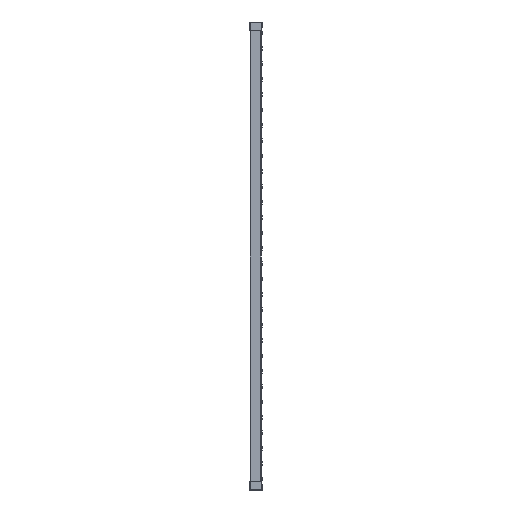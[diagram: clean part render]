
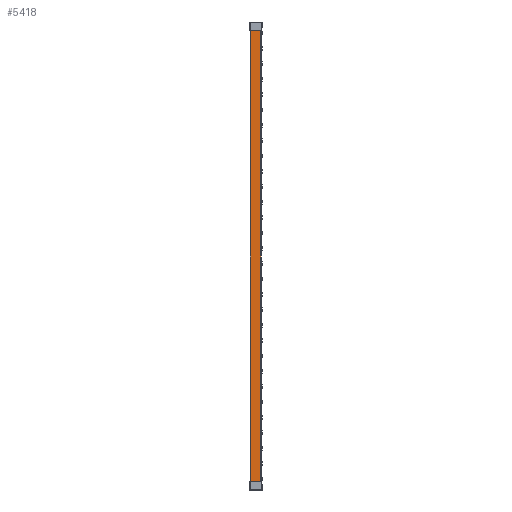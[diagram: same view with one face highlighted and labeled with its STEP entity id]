
A CAD part, front view. The second image highlights one B-rep face of the part: STEP entity #5418.
In plain terms, the highlighted planar face has unit normal (0, -1, 0).
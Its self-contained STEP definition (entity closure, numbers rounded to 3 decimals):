
#5211 = EDGE_CURVE ( 'NONE', #43806, #43815, #29553, .T. ) ;
#5245 = EDGE_CURVE ( 'NONE', #40651, #43815, #29626, .T. ) ;
#5257 = EDGE_CURVE ( 'NONE', #40565, #43806, #29615, .T. ) ;
#5418 = ADVANCED_FACE ( 'NONE', ( #8520 ), #8526, .F. ) ;
#8520 = FACE_OUTER_BOUND ( 'NONE', #35575, .T. ) ;
#8526 = PLANE ( 'NONE',  #30693 ) ;
#8548 = DIRECTION ( 'NONE',  ( -1., 0., 0. ) ) ;
#8561 = DIRECTION ( 'NONE',  ( 0., 1., 0. ) ) ;
#8565 = CARTESIAN_POINT ( 'NONE',  ( 0., 0., 219. ) ) ;
#9447 = LINE ( 'NONE', #9502, #38184 ) ;
#9502 = CARTESIAN_POINT ( 'NONE',  ( -0.5, 0., 209.9 ) ) ;
#9522 = DIRECTION ( 'NONE',  ( 1., 0., 0. ) ) ;
#9926 = EDGE_CURVE ( 'NONE', #40565, #40651, #9447, .T. ) ;
#11195 = ORIENTED_EDGE ( 'NONE', *, *, #9926, .F. ) ;
#11246 = ORIENTED_EDGE ( 'NONE', *, *, #5211, .T. ) ;
#11269 = ORIENTED_EDGE ( 'NONE', *, *, #5245, .F. ) ;
#11273 = ORIENTED_EDGE ( 'NONE', *, *, #5257, .T. ) ;
#20409 = CARTESIAN_POINT ( 'NONE',  ( 0., 0., 209.9 ) ) ;
#20498 = CARTESIAN_POINT ( 'NONE',  ( 11.802, 0., 209.9 ) ) ;
#29545 = CARTESIAN_POINT ( 'NONE',  ( -0.5, 0., -305.9 ) ) ;
#29553 = LINE ( 'NONE', #29545, #30546 ) ;
#29559 = DIRECTION ( 'NONE',  ( 1., 0., 0. ) ) ;
#29581 = CARTESIAN_POINT ( 'NONE',  ( 0., 0., 219. ) ) ;
#29608 = DIRECTION ( 'NONE',  ( 0., 0., -1. ) ) ;
#29609 = DIRECTION ( 'NONE',  ( 0., 0., -1. ) ) ;
#29615 = LINE ( 'NONE', #29581, #30634 ) ;
#29623 = CARTESIAN_POINT ( 'NONE',  ( 11.802, 0., 219. ) ) ;
#29626 = LINE ( 'NONE', #29623, #30597 ) ;
#30546 = VECTOR ( 'NONE', #29559, 1000. ) ;
#30597 = VECTOR ( 'NONE', #29609, 1000. ) ;
#30634 = VECTOR ( 'NONE', #29608, 1000. ) ;
#30693 = AXIS2_PLACEMENT_3D ( 'NONE', #8565, #8561, #8548 ) ;
#35575 = EDGE_LOOP ( 'NONE', ( #11195, #11273, #11246, #11269 ) ) ;
#38184 = VECTOR ( 'NONE', #9522, 1000. ) ;
#40565 = VERTEX_POINT ( 'NONE', #20409 ) ;
#40651 = VERTEX_POINT ( 'NONE', #20498 ) ;
#41921 = CARTESIAN_POINT ( 'NONE',  ( 11.802, 0., -305.9 ) ) ;
#41961 = CARTESIAN_POINT ( 'NONE',  ( 0., 0., -305.9 ) ) ;
#43806 = VERTEX_POINT ( 'NONE', #41961 ) ;
#43815 = VERTEX_POINT ( 'NONE', #41921 ) ;
